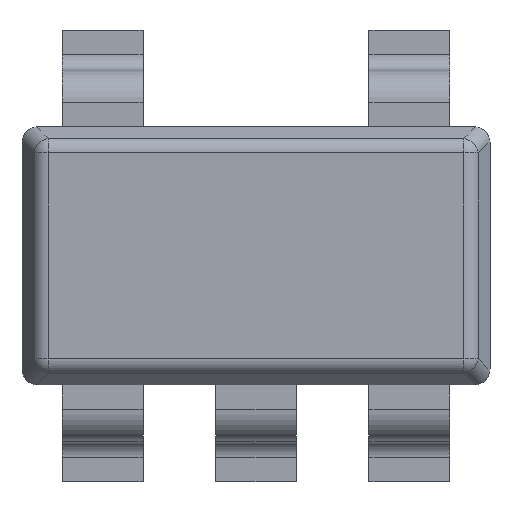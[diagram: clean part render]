
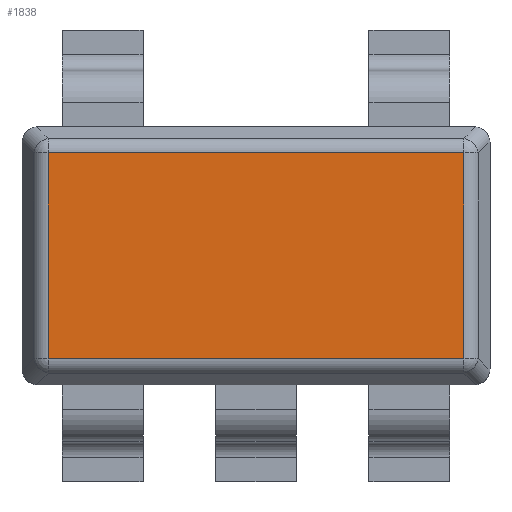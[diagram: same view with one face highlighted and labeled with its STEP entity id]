
A CAD part, top view. The second image highlights one B-rep face of the part: STEP entity #1838.
In plain terms, the highlighted planar face has unit normal (0, 0, 1).
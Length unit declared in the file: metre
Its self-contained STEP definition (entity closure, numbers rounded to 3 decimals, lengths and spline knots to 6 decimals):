
#182=ORIENTED_EDGE('',*,*,#734,.T.);
#183=ORIENTED_EDGE('',*,*,#735,.T.);
#184=ORIENTED_EDGE('',*,*,#736,.T.);
#185=ORIENTED_EDGE('',*,*,#737,.T.);
#734=EDGE_CURVE('',#1010,#1011,#1186,.T.);
#735=EDGE_CURVE('',#1011,#1012,#1187,.F.);
#736=EDGE_CURVE('',#1012,#1013,#1188,.F.);
#737=EDGE_CURVE('',#1013,#1010,#1189,.T.);
#1010=VERTEX_POINT('',#2859);
#1011=VERTEX_POINT('',#2860);
#1012=VERTEX_POINT('',#2862);
#1013=VERTEX_POINT('',#2864);
#1186=LINE('',#2858,#1374);
#1187=LINE('',#2861,#1375);
#1188=LINE('',#2863,#1376);
#1189=LINE('',#2865,#1377);
#1374=VECTOR('',#2248,1.);
#1375=VECTOR('',#2249,1.);
#1376=VECTOR('',#2250,1.);
#1377=VECTOR('',#2251,1.);
#1550=EDGE_LOOP('',(#182,#183,#184,#185));
#1662=FACE_BOUND('',#1550,.T.);
#1774=PLANE('',#2019);
#1838=ADVANCED_FACE('',(#1662),#1774,.T.);
#2019=AXIS2_PLACEMENT_3D('',#2857,#2246,#2247);
#2246=DIRECTION('',(0.,0.,1.));
#2247=DIRECTION('',(1.,0.,0.));
#2248=DIRECTION('',(1.,0.,0.));
#2249=DIRECTION('',(0.,-1.,0.));
#2250=DIRECTION('',(1.,0.,0.));
#2251=DIRECTION('',(0.,-1.,0.));
#2857=CARTESIAN_POINT('',(0.,0.,0.001));
#2858=CARTESIAN_POINT('',(0.,-0.000638,0.001));
#2859=CARTESIAN_POINT('',(-0.001288,-0.000638,0.001));
#2860=CARTESIAN_POINT('',(0.001288,-0.000638,0.001));
#2861=CARTESIAN_POINT('',(0.001288,0.,0.001));
#2862=CARTESIAN_POINT('',(0.001288,0.000638,0.001));
#2863=CARTESIAN_POINT('',(0.,0.000638,0.001));
#2864=CARTESIAN_POINT('',(-0.001288,0.000638,0.001));
#2865=CARTESIAN_POINT('',(-0.001288,0.,0.001));
